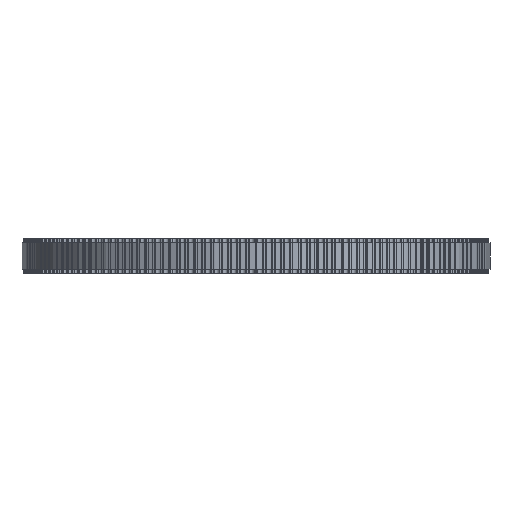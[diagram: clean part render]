
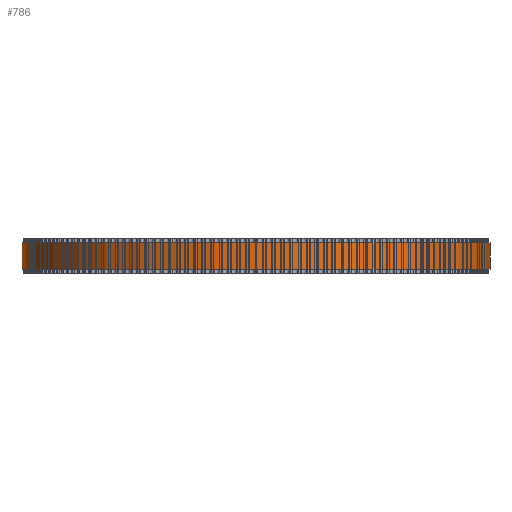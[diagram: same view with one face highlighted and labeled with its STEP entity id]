
A CAD part, front view. The second image highlights one B-rep face of the part: STEP entity #786.
In plain terms, the highlighted cylindrical face has radius 52.839 mm (diameter 105.679 mm), a full revolution.
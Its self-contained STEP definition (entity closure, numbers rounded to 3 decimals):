
#97=FACE_BOUND('',#2784,.T.);
#98=FACE_BOUND('',#2785,.T.);
#786=ADVANCED_FACE('',(#97,#98),#1451,.T.);
#1451=CYLINDRICAL_SURFACE('',#14751,52.839);
#2784=EDGE_LOOP('',(#8098));
#2785=EDGE_LOOP('',(#8099));
#8098=ORIENTED_EDGE('',*,*,#11422,.T.);
#8099=ORIENTED_EDGE('',*,*,#11423,.T.);
#9428=VERTEX_POINT('',#23400);
#9429=VERTEX_POINT('',#23402);
#11422=EDGE_CURVE('',#9428,#9428,#12752,.T.);
#11423=EDGE_CURVE('',#9429,#9429,#12753,.T.);
#12752=CIRCLE('',#14749,52.839);
#12753=CIRCLE('',#14750,52.839);
#14749=AXIS2_PLACEMENT_3D('',#23399,#19406,#19407);
#14750=AXIS2_PLACEMENT_3D('',#23401,#19408,#19409);
#14751=AXIS2_PLACEMENT_3D('',#23403,#19410,#19411);
#19406=DIRECTION('',(0.,0.,1.));
#19407=DIRECTION('',(1.,0.,0.));
#19408=DIRECTION('',(0.,0.,-1.));
#19409=DIRECTION('',(1.,0.,0.));
#19410=DIRECTION('',(0.,0.,1.));
#19411=DIRECTION('',(1.,0.,0.));
#23399=CARTESIAN_POINT('',(0.,0.,1.));
#23400=CARTESIAN_POINT('',(52.839,0.,1.));
#23401=CARTESIAN_POINT('',(0.,0.,7.));
#23402=CARTESIAN_POINT('',(52.839,0.,7.));
#23403=CARTESIAN_POINT('',(0.,0.,1.));
